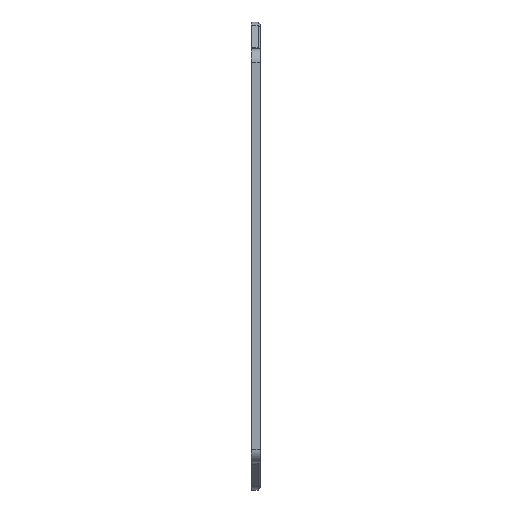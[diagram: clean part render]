
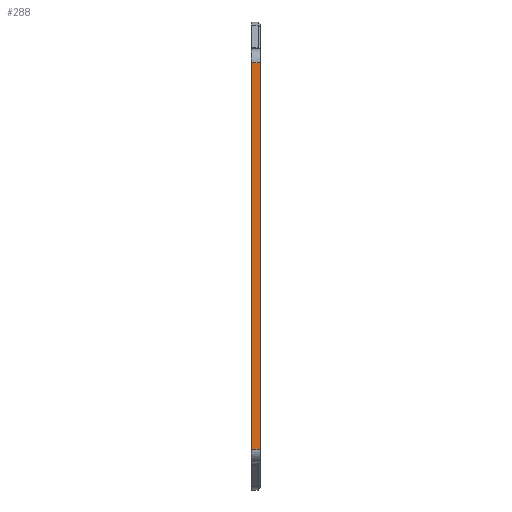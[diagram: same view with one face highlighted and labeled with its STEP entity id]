
A CAD part, left-side view. The second image highlights one B-rep face of the part: STEP entity #288.
In plain terms, the highlighted planar face has unit normal (-1, 0, 0).
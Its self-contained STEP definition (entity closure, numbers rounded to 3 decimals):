
#288=ADVANCED_FACE('',(#518),#402,.F.);
#402=PLANE('',#3467);
#518=FACE_OUTER_BOUND('',#738,.T.);
#738=EDGE_LOOP('',(#1592,#1593,#1594,#1595));
#1592=ORIENTED_EDGE('',*,*,#2246,.F.);
#1593=ORIENTED_EDGE('',*,*,#2557,.F.);
#1594=ORIENTED_EDGE('',*,*,#2543,.T.);
#1595=ORIENTED_EDGE('',*,*,#2556,.T.);
#1954=VERTEX_POINT('',#4639);
#1955=VERTEX_POINT('',#4641);
#2165=VERTEX_POINT('',#5233);
#2166=VERTEX_POINT('',#5235);
#2246=EDGE_CURVE('',#1954,#1955,#2673,.T.);
#2543=EDGE_CURVE('',#2166,#2165,#2844,.T.);
#2556=EDGE_CURVE('',#2165,#1955,#2856,.T.);
#2557=EDGE_CURVE('',#2166,#1954,#2857,.T.);
#2673=LINE('',#4640,#2955);
#2844=LINE('',#5234,#3126);
#2856=LINE('',#5258,#3138);
#2857=LINE('',#5260,#3139);
#2955=VECTOR('',#3648,1.);
#3126=VECTOR('',#4243,1.);
#3138=VECTOR('',#4263,1.);
#3139=VECTOR('',#4266,1.);
#3467=AXIS2_PLACEMENT_3D('',#5262,#4269,#4270);
#3648=DIRECTION('',(0.,0.,-1.));
#4243=DIRECTION('',(0.,0.,-1.));
#4263=DIRECTION('',(0.,-1.,0.));
#4266=DIRECTION('',(0.,-1.,0.));
#4269=DIRECTION('',(1.,0.,0.));
#4270=DIRECTION('',(0.,0.,1.));
#4639=CARTESIAN_POINT('',(9.937,-271.5,43.));
#4640=CARTESIAN_POINT('',(9.937,-271.5,43.));
#4641=CARTESIAN_POINT('',(9.937,-271.5,-43.));
#5233=CARTESIAN_POINT('',(9.937,-269.5,-43.));
#5234=CARTESIAN_POINT('',(9.937,-269.5,43.));
#5235=CARTESIAN_POINT('',(9.937,-269.5,43.));
#5258=CARTESIAN_POINT('',(9.937,-269.5,-43.));
#5260=CARTESIAN_POINT('',(9.937,-269.5,43.));
#5262=CARTESIAN_POINT('',(9.937,-270.5,0.));
